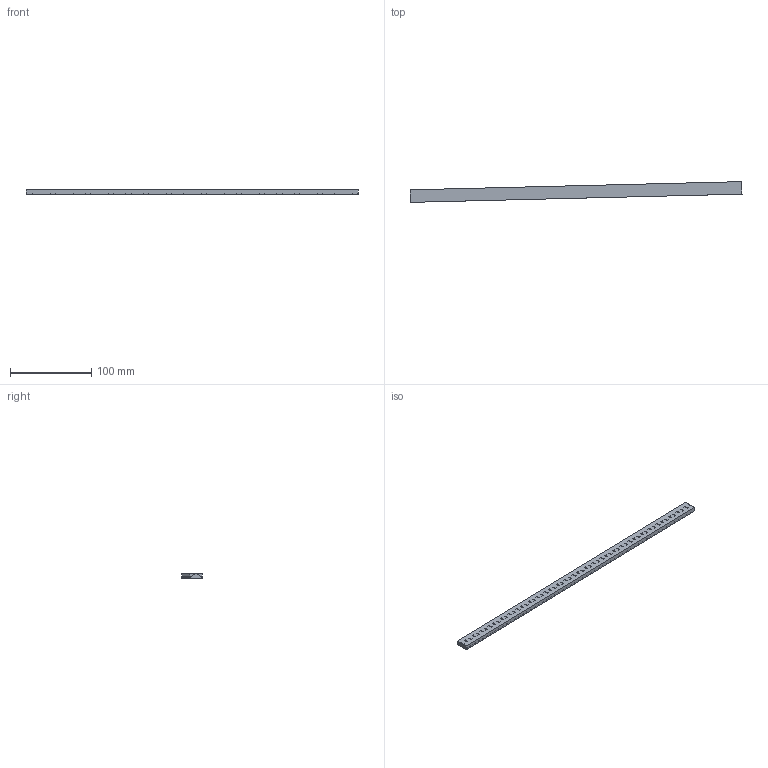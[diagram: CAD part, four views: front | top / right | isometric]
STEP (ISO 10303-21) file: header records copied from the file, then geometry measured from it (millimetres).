
FILE_DESCRIPTION(/* description */ ('Unknown'),/* implementation_level */ '2;1');
FILE_NAME(/* name */ '3851200_maxSized',/* time_stamp */ '2019-12-06T11:01:20+08:00',/* author */ ('Unknown'),/* organization */ ('Unknown'),/* preprocessor_version */ 'ST-DEVELOPER v16.7',/* originating_system */ 'DEX',/* authorisation */ $);
FILE_SCHEMA (('AUTOMOTIVE_DESIGN {1 0 10303 214 3 1 1}'));
Length unit declared in the file: millimetre
Products named in the file (3): 3851200_maxSized; maxSized; 3851200_408,12mm
Assembly tree (2 placements, depth 2):
  3851200_maxSized
    maxSized
    3851200_408,12mm
Bounding box: 409.18 x 25.55 x 5.69 mm (x, y, z)
Volume: 36932.2 mm3; surface area: 33621.1 mm2
Topology: 2 solids, 2 shells, 1104 faces, 4552 edges, 3340 vertices
Faces by surface type: plane 586, cylinder 518
Entity records: 49418 total; most frequent: CARTESIAN_POINT 13823, ORIENTED_EDGE 9104, DIRECTION 5502, EDGE_CURVE 4552, VERTEX_POINT 3340, LINE 2600, VECTOR 2600, B_SPLINE_CURVE_WITH_KNOTS 1608
